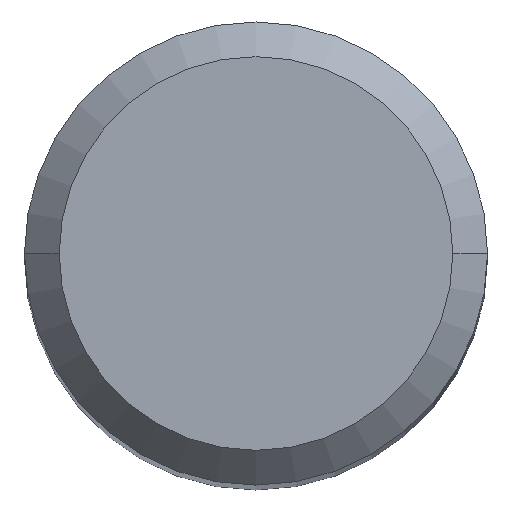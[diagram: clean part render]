
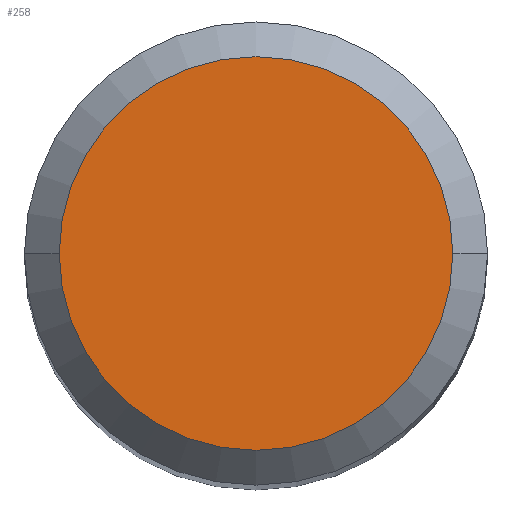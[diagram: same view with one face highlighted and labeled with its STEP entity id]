
A CAD part, top view. The second image highlights one B-rep face of the part: STEP entity #258.
In plain terms, the highlighted planar face has unit normal (0, 0, 1).
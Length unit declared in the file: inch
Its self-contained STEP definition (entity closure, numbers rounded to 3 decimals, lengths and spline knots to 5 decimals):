
#6 = CARTESIAN_POINT ( 'NONE',  ( 0., 0., 0. ) ) ;
#14 = ORIENTED_EDGE ( 'NONE', *, *, #77, .T. ) ;
#29 = DIRECTION ( 'NONE',  ( 1., 0., 0. ) ) ;
#34 = DIRECTION ( 'NONE',  ( 0., 0., 1. ) ) ;
#36 = CIRCLE ( 'NONE', #302, 0.10039 ) ;
#77 = EDGE_CURVE ( 'NONE', #236, #201, #36, .T. ) ;
#82 = ORIENTED_EDGE ( 'NONE', *, *, #472, .T. ) ;
#150 = AXIS2_PLACEMENT_3D ( 'NONE', #264, #34, #492 ) ;
#160 = DIRECTION ( 'NONE',  ( -1., 0., 0. ) ) ;
#201 = VERTEX_POINT ( 'NONE', #377 ) ;
#222 = CARTESIAN_POINT ( 'NONE',  ( 0., 0., 0. ) ) ;
#236 = VERTEX_POINT ( 'NONE', #242 ) ;
#242 = CARTESIAN_POINT ( 'NONE',  ( 0.10039, 0., 0. ) ) ;
#258 = ADVANCED_FACE ( 'NONE', ( #272 ), #419, .F. ) ;
#264 = CARTESIAN_POINT ( 'NONE',  ( 0., 0., 0. ) ) ;
#268 = EDGE_LOOP ( 'NONE', ( #82, #14 ) ) ;
#272 = FACE_OUTER_BOUND ( 'NONE', #268, .T. ) ;
#299 = CIRCLE ( 'NONE', #150, 0.10039 ) ;
#302 = AXIS2_PLACEMENT_3D ( 'NONE', #222, #443, #29 ) ;
#377 = CARTESIAN_POINT ( 'NONE',  ( -0.10039, 0., 0. ) ) ;
#386 = DIRECTION ( 'NONE',  ( 0., 0., -1. ) ) ;
#419 = PLANE ( 'NONE',  #489 ) ;
#443 = DIRECTION ( 'NONE',  ( 0., 0., 1. ) ) ;
#472 = EDGE_CURVE ( 'NONE', #201, #236, #299, .T. ) ;
#489 = AXIS2_PLACEMENT_3D ( 'NONE', #6, #386, #160 ) ;
#492 = DIRECTION ( 'NONE',  ( 1., 0., 0. ) ) ;
